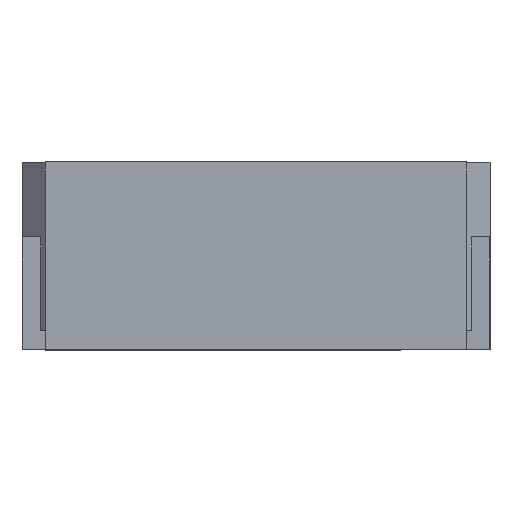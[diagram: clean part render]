
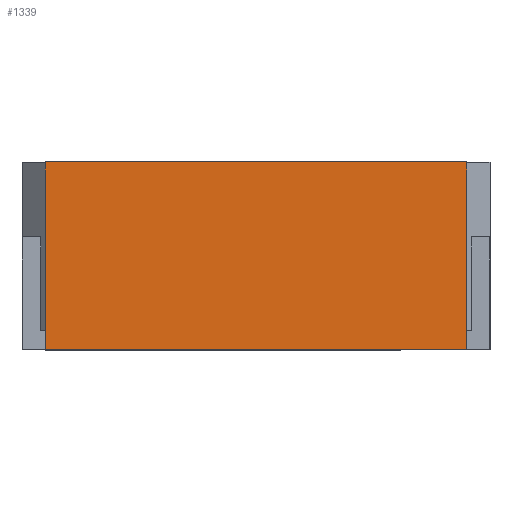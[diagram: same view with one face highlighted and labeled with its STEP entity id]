
A CAD part, top view. The second image highlights one B-rep face of the part: STEP entity #1339.
In plain terms, the highlighted planar face has unit normal (0, 0, 1).
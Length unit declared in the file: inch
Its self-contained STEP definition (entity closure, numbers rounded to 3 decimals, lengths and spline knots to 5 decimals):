
#43 = DIRECTION ( 'NONE',  ( 0., -1., 0. ) ) ;
#54 = DIRECTION ( 'NONE',  ( 1., 0., 0. ) ) ;
#116 = CARTESIAN_POINT ( 'NONE',  ( 0.08858, 0.07874, 0.09843 ) ) ;
#177 = DIRECTION ( 'NONE',  ( 0., -1., 0. ) ) ;
#202 = CARTESIAN_POINT ( 'NONE',  ( 0.08858, 0.07874, 0.09843 ) ) ;
#215 = FACE_OUTER_BOUND ( 'NONE', #1585, .T. ) ;
#322 = VECTOR ( 'NONE', #43, 39.37008 ) ;
#401 = LINE ( 'NONE', #1719, #1372 ) ;
#443 = DIRECTION ( 'NONE',  ( 0., 0., -1. ) ) ;
#533 = ORIENTED_EDGE ( 'NONE', *, *, #2138, .T. ) ;
#548 = CARTESIAN_POINT ( 'NONE',  ( 0.08858, 0.07874, 0.09843 ) ) ;
#732 = CARTESIAN_POINT ( 'NONE',  ( -0.08858, 0.07874, 0.09843 ) ) ;
#790 = VERTEX_POINT ( 'NONE', #1470 ) ;
#791 = VERTEX_POINT ( 'NONE', #1256 ) ;
#892 = LINE ( 'NONE', #548, #2518 ) ;
#929 = EDGE_CURVE ( 'NONE', #2116, #2038, #2089, .T. ) ;
#941 = CARTESIAN_POINT ( 'NONE',  ( 0.08858, 0., 0.09843 ) ) ;
#1066 = DIRECTION ( 'NONE',  ( -1., 0., 0. ) ) ;
#1203 = ORIENTED_EDGE ( 'NONE', *, *, #1997, .T. ) ;
#1256 = CARTESIAN_POINT ( 'NONE',  ( -0.08858, 0., 0.09843 ) ) ;
#1262 = DIRECTION ( 'NONE',  ( 1., 0., 0. ) ) ;
#1339 = ADVANCED_FACE ( 'NONE', ( #215 ), #2432, .F. ) ;
#1348 = ORIENTED_EDGE ( 'NONE', *, *, #929, .F. ) ;
#1372 = VECTOR ( 'NONE', #1262, 39.37008 ) ;
#1470 = CARTESIAN_POINT ( 'NONE',  ( -0.08858, 0.07874, 0.09843 ) ) ;
#1486 = CARTESIAN_POINT ( 'NONE',  ( 0.08858, 0.07874, 0.09843 ) ) ;
#1585 = EDGE_LOOP ( 'NONE', ( #533, #1348, #2620, #1203 ) ) ;
#1647 = EDGE_CURVE ( 'NONE', #790, #2116, #892, .T. ) ;
#1719 = CARTESIAN_POINT ( 'NONE',  ( 0.08858, 0., 0.09843 ) ) ;
#1997 = EDGE_CURVE ( 'NONE', #790, #791, #2007, .T. ) ;
#2000 = VECTOR ( 'NONE', #177, 39.37008 ) ;
#2007 = LINE ( 'NONE', #732, #322 ) ;
#2038 = VERTEX_POINT ( 'NONE', #941 ) ;
#2089 = LINE ( 'NONE', #116, #2000 ) ;
#2116 = VERTEX_POINT ( 'NONE', #202 ) ;
#2138 = EDGE_CURVE ( 'NONE', #791, #2038, #401, .T. ) ;
#2160 = AXIS2_PLACEMENT_3D ( 'NONE', #1486, #443, #1066 ) ;
#2432 = PLANE ( 'NONE',  #2160 ) ;
#2518 = VECTOR ( 'NONE', #54, 39.37008 ) ;
#2620 = ORIENTED_EDGE ( 'NONE', *, *, #1647, .F. ) ;
